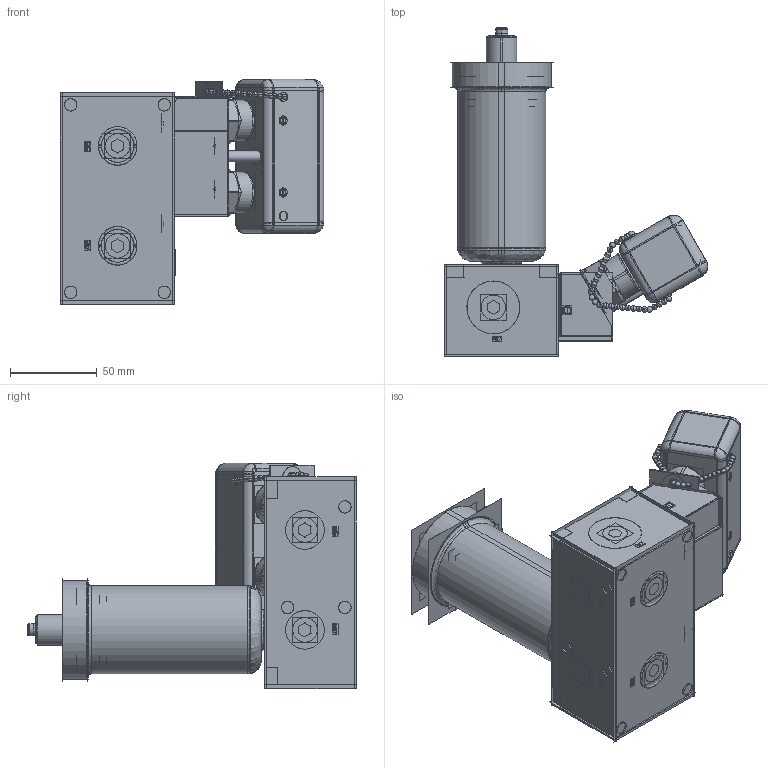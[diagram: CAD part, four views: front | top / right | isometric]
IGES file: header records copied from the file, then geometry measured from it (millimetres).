
Start section:  PTC IGES file: ilc56000525.igs
Global section: file name: ilc56000525.igs; native system: Creo Parametric by Parametric Technology Corporation; preprocessor: 2013320; author: npeters; organization: Unknown; date: 20200416.113334; units: inch
Bounding box: 151.72 x 189.28 x 129.83 mm (x, y, z)
Surface area: 252296.6 mm2 (no closed solid volume)
Topology: 0 solids, 0 shells, 2916 faces, 35791 edges, 43129 vertices
Faces by surface type: bspline 1856, revolution 1060
